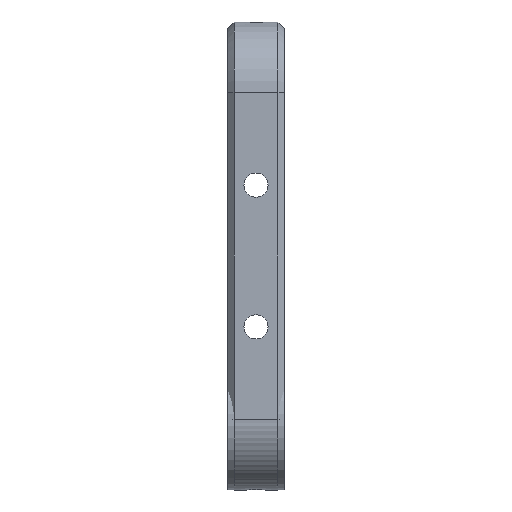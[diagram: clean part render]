
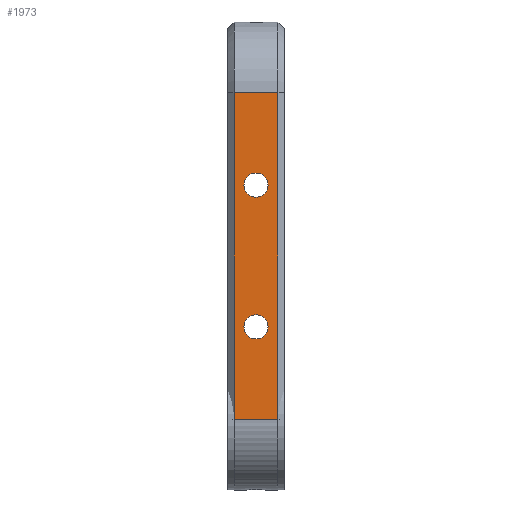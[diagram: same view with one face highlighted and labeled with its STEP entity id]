
A CAD part, front view. The second image highlights one B-rep face of the part: STEP entity #1973.
In plain terms, the highlighted face is planar.
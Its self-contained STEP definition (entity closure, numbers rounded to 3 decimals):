
#410 = CYLINDRICAL_SURFACE('',#411,10.);
#411 = AXIS2_PLACEMENT_3D('',#412,#413,#414);
#412 = CARTESIAN_POINT('',(52.5,-97.5,-35.));
#413 = DIRECTION('',(1.,0.,0.));
#414 = DIRECTION('',(0.,0.,-1.));
#732 = VERTEX_POINT('',#733);
#733 = CARTESIAN_POINT('',(59.6,-107.5,-35.));
#746 = PLANE('',#747);
#747 = AXIS2_PLACEMENT_3D('',#748,#749,#750);
#748 = CARTESIAN_POINT('',(60.05,-107.05,-35.));
#749 = DIRECTION('',(-0.707,0.707,0.)
  );
#750 = DIRECTION('',(0.,0.,-1.));
#807 = VERTEX_POINT('',#808);
#808 = CARTESIAN_POINT('',(59.6,-107.5,11.));
#832 = EDGE_CURVE('',#732,#807,#833,.T.);
#833 = SURFACE_CURVE('',#834,(#838,#845),.PCURVE_S1.);
#834 = LINE('',#835,#836);
#835 = CARTESIAN_POINT('',(59.6,-107.5,-35.));
#836 = VECTOR('',#837,1.);
#837 = DIRECTION('',(0.,0.,1.));
#838 = PCURVE('',#746,#839);
#839 = DEFINITIONAL_REPRESENTATION('',(#840),#844);
#840 = LINE('',#841,#842);
#841 = CARTESIAN_POINT('',(-0.,0.636));
#842 = VECTOR('',#843,1.);
#843 = DIRECTION('',(-1.,0.));
#844 = ( GEOMETRIC_REPRESENTATION_CONTEXT(2) 
PARAMETRIC_REPRESENTATION_CONTEXT() REPRESENTATION_CONTEXT('2D SPACE',''
  ) );
#845 = PCURVE('',#846,#851);
#846 = PLANE('',#847);
#847 = AXIS2_PLACEMENT_3D('',#848,#849,#850);
#848 = CARTESIAN_POINT('',(52.5,-107.5,-35.));
#849 = DIRECTION('',(0.,1.,0.));
#850 = DIRECTION('',(0.,0.,1.));
#851 = DEFINITIONAL_REPRESENTATION('',(#852),#856);
#852 = LINE('',#853,#854);
#853 = CARTESIAN_POINT('',(0.,7.1));
#854 = VECTOR('',#855,1.);
#855 = DIRECTION('',(1.,0.));
#856 = ( GEOMETRIC_REPRESENTATION_CONTEXT(2) 
PARAMETRIC_REPRESENTATION_CONTEXT() REPRESENTATION_CONTEXT('2D SPACE',''
  ) );
#937 = CYLINDRICAL_SURFACE('',#938,10.);
#938 = AXIS2_PLACEMENT_3D('',#939,#940,#941);
#939 = CARTESIAN_POINT('',(52.5,-97.5,11.));
#940 = DIRECTION('',(1.,0.,0.));
#941 = DIRECTION('',(0.,0.,-1.));
#1719 = CYLINDRICAL_SURFACE('',#1720,1.7);
#1720 = AXIS2_PLACEMENT_3D('',#1721,#1722,#1723);
#1721 = CARTESIAN_POINT('',(56.5,-101.5,-22.));
#1722 = DIRECTION('',(0.,-1.,0.));
#1723 = DIRECTION('',(1.,0.,0.));
#1754 = CYLINDRICAL_SURFACE('',#1755,1.7);
#1755 = AXIS2_PLACEMENT_3D('',#1756,#1757,#1758);
#1756 = CARTESIAN_POINT('',(56.5,-101.5,-2.));
#1757 = DIRECTION('',(0.,-1.,0.));
#1758 = DIRECTION('',(1.,0.,0.));
#1893 = EDGE_CURVE('',#1894,#732,#1896,.T.);
#1894 = VERTEX_POINT('',#1895);
#1895 = CARTESIAN_POINT('',(53.4,-107.5,-35.));
#1896 = SURFACE_CURVE('',#1897,(#1901,#1908),.PCURVE_S1.);
#1897 = LINE('',#1898,#1899);
#1898 = CARTESIAN_POINT('',(52.5,-107.5,-35.));
#1899 = VECTOR('',#1900,1.);
#1900 = DIRECTION('',(1.,0.,0.));
#1901 = PCURVE('',#410,#1902);
#1902 = DEFINITIONAL_REPRESENTATION('',(#1903),#1907);
#1903 = LINE('',#1904,#1905);
#1904 = CARTESIAN_POINT('',(-1.571,0.));
#1905 = VECTOR('',#1906,1.);
#1906 = DIRECTION('',(0.,1.));
#1907 = ( GEOMETRIC_REPRESENTATION_CONTEXT(2) 
PARAMETRIC_REPRESENTATION_CONTEXT() REPRESENTATION_CONTEXT('2D SPACE',''
  ) );
#1908 = PCURVE('',#846,#1909);
#1909 = DEFINITIONAL_REPRESENTATION('',(#1910),#1914);
#1910 = LINE('',#1911,#1912);
#1911 = CARTESIAN_POINT('',(0.,0.));
#1912 = VECTOR('',#1913,1.);
#1913 = DIRECTION('',(0.,1.));
#1914 = ( GEOMETRIC_REPRESENTATION_CONTEXT(2) 
PARAMETRIC_REPRESENTATION_CONTEXT() REPRESENTATION_CONTEXT('2D SPACE',''
  ) );
#1973 = ADVANCED_FACE('',(#1974,#2027,#2057),#846,.F.);
#1974 = FACE_BOUND('',#1975,.F.);
#1975 = EDGE_LOOP('',(#1976,#1977,#2005,#2026));
#1976 = ORIENTED_EDGE('',*,*,#1893,.F.);
#1977 = ORIENTED_EDGE('',*,*,#1978,.T.);
#1978 = EDGE_CURVE('',#1894,#1979,#1981,.T.);
#1979 = VERTEX_POINT('',#1980);
#1980 = CARTESIAN_POINT('',(53.4,-107.5,11.));
#1981 = SURFACE_CURVE('',#1982,(#1986,#1993),.PCURVE_S1.);
#1982 = LINE('',#1983,#1984);
#1983 = CARTESIAN_POINT('',(53.4,-107.5,-35.));
#1984 = VECTOR('',#1985,1.);
#1985 = DIRECTION('',(0.,0.,1.));
#1986 = PCURVE('',#846,#1987);
#1987 = DEFINITIONAL_REPRESENTATION('',(#1988),#1992);
#1988 = LINE('',#1989,#1990);
#1989 = CARTESIAN_POINT('',(0.,0.9));
#1990 = VECTOR('',#1991,1.);
#1991 = DIRECTION('',(1.,0.));
#1992 = ( GEOMETRIC_REPRESENTATION_CONTEXT(2) 
PARAMETRIC_REPRESENTATION_CONTEXT() REPRESENTATION_CONTEXT('2D SPACE',''
  ) );
#1993 = PCURVE('',#1994,#1999);
#1994 = PLANE('',#1995);
#1995 = AXIS2_PLACEMENT_3D('',#1996,#1997,#1998);
#1996 = CARTESIAN_POINT('',(52.95,-107.05,-35.));
#1997 = DIRECTION('',(0.707,0.707,0.)
  );
#1998 = DIRECTION('',(0.,0.,1.));
#1999 = DEFINITIONAL_REPRESENTATION('',(#2000),#2004);
#2000 = LINE('',#2001,#2002);
#2001 = CARTESIAN_POINT('',(0.,0.636));
#2002 = VECTOR('',#2003,1.);
#2003 = DIRECTION('',(1.,0.));
#2004 = ( GEOMETRIC_REPRESENTATION_CONTEXT(2) 
PARAMETRIC_REPRESENTATION_CONTEXT() REPRESENTATION_CONTEXT('2D SPACE',''
  ) );
#2005 = ORIENTED_EDGE('',*,*,#2006,.T.);
#2006 = EDGE_CURVE('',#1979,#807,#2007,.T.);
#2007 = SURFACE_CURVE('',#2008,(#2012,#2019),.PCURVE_S1.);
#2008 = LINE('',#2009,#2010);
#2009 = CARTESIAN_POINT('',(52.5,-107.5,11.));
#2010 = VECTOR('',#2011,1.);
#2011 = DIRECTION('',(1.,0.,0.));
#2012 = PCURVE('',#846,#2013);
#2013 = DEFINITIONAL_REPRESENTATION('',(#2014),#2018);
#2014 = LINE('',#2015,#2016);
#2015 = CARTESIAN_POINT('',(46.,0.));
#2016 = VECTOR('',#2017,1.);
#2017 = DIRECTION('',(0.,1.));
#2018 = ( GEOMETRIC_REPRESENTATION_CONTEXT(2) 
PARAMETRIC_REPRESENTATION_CONTEXT() REPRESENTATION_CONTEXT('2D SPACE',''
  ) );
#2019 = PCURVE('',#937,#2020);
#2020 = DEFINITIONAL_REPRESENTATION('',(#2021),#2025);
#2021 = LINE('',#2022,#2023);
#2022 = CARTESIAN_POINT('',(4.712,0.));
#2023 = VECTOR('',#2024,1.);
#2024 = DIRECTION('',(0.,1.));
#2025 = ( GEOMETRIC_REPRESENTATION_CONTEXT(2) 
PARAMETRIC_REPRESENTATION_CONTEXT() REPRESENTATION_CONTEXT('2D SPACE',''
  ) );
#2026 = ORIENTED_EDGE('',*,*,#832,.F.);
#2027 = FACE_BOUND('',#2028,.F.);
#2028 = EDGE_LOOP('',(#2029));
#2029 = ORIENTED_EDGE('',*,*,#2030,.T.);
#2030 = EDGE_CURVE('',#2031,#2031,#2033,.T.);
#2031 = VERTEX_POINT('',#2032);
#2032 = CARTESIAN_POINT('',(58.2,-107.5,-22.));
#2033 = SURFACE_CURVE('',#2034,(#2039,#2050),.PCURVE_S1.);
#2034 = CIRCLE('',#2035,1.7);
#2035 = AXIS2_PLACEMENT_3D('',#2036,#2037,#2038);
#2036 = CARTESIAN_POINT('',(56.5,-107.5,-22.));
#2037 = DIRECTION('',(0.,-1.,0.));
#2038 = DIRECTION('',(1.,0.,0.));
#2039 = PCURVE('',#846,#2040);
#2040 = DEFINITIONAL_REPRESENTATION('',(#2041),#2049);
#2041 = ( BOUNDED_CURVE() B_SPLINE_CURVE(2,(#2042,#2043,#2044,#2045,
#2046,#2047,#2048),.UNSPECIFIED.,.T.,.F.) B_SPLINE_CURVE_WITH_KNOTS((1,2
    ,2,2,2,1),(-2.094,0.,2.094,4.189,
6.283,8.378),.UNSPECIFIED.) CURVE() 
GEOMETRIC_REPRESENTATION_ITEM() RATIONAL_B_SPLINE_CURVE((1.,0.5,1.,0.5,
1.,0.5,1.)) REPRESENTATION_ITEM('') );
#2042 = CARTESIAN_POINT('',(13.,5.7));
#2043 = CARTESIAN_POINT('',(15.944,5.7));
#2044 = CARTESIAN_POINT('',(14.472,3.15));
#2045 = CARTESIAN_POINT('',(13.,0.6));
#2046 = CARTESIAN_POINT('',(11.528,3.15));
#2047 = CARTESIAN_POINT('',(10.056,5.7));
#2048 = CARTESIAN_POINT('',(13.,5.7));
#2049 = ( GEOMETRIC_REPRESENTATION_CONTEXT(2) 
PARAMETRIC_REPRESENTATION_CONTEXT() REPRESENTATION_CONTEXT('2D SPACE',''
  ) );
#2050 = PCURVE('',#1719,#2051);
#2051 = DEFINITIONAL_REPRESENTATION('',(#2052),#2056);
#2052 = LINE('',#2053,#2054);
#2053 = CARTESIAN_POINT('',(0.,6.));
#2054 = VECTOR('',#2055,1.);
#2055 = DIRECTION('',(1.,0.));
#2056 = ( GEOMETRIC_REPRESENTATION_CONTEXT(2) 
PARAMETRIC_REPRESENTATION_CONTEXT() REPRESENTATION_CONTEXT('2D SPACE',''
  ) );
#2057 = FACE_BOUND('',#2058,.F.);
#2058 = EDGE_LOOP('',(#2059));
#2059 = ORIENTED_EDGE('',*,*,#2060,.T.);
#2060 = EDGE_CURVE('',#2061,#2061,#2063,.T.);
#2061 = VERTEX_POINT('',#2062);
#2062 = CARTESIAN_POINT('',(58.2,-107.5,-2.));
#2063 = SURFACE_CURVE('',#2064,(#2069,#2080),.PCURVE_S1.);
#2064 = CIRCLE('',#2065,1.7);
#2065 = AXIS2_PLACEMENT_3D('',#2066,#2067,#2068);
#2066 = CARTESIAN_POINT('',(56.5,-107.5,-2.));
#2067 = DIRECTION('',(0.,-1.,0.));
#2068 = DIRECTION('',(1.,0.,0.));
#2069 = PCURVE('',#846,#2070);
#2070 = DEFINITIONAL_REPRESENTATION('',(#2071),#2079);
#2071 = ( BOUNDED_CURVE() B_SPLINE_CURVE(2,(#2072,#2073,#2074,#2075,
#2076,#2077,#2078),.UNSPECIFIED.,.T.,.F.) B_SPLINE_CURVE_WITH_KNOTS((1,2
    ,2,2,2,1),(-2.094,0.,2.094,4.189,
6.283,8.378),.UNSPECIFIED.) CURVE() 
GEOMETRIC_REPRESENTATION_ITEM() RATIONAL_B_SPLINE_CURVE((1.,0.5,1.,0.5,
1.,0.5,1.)) REPRESENTATION_ITEM('') );
#2072 = CARTESIAN_POINT('',(33.,5.7));
#2073 = CARTESIAN_POINT('',(35.944,5.7));
#2074 = CARTESIAN_POINT('',(34.472,3.15));
#2075 = CARTESIAN_POINT('',(33.,0.6));
#2076 = CARTESIAN_POINT('',(31.528,3.15));
#2077 = CARTESIAN_POINT('',(30.056,5.7));
#2078 = CARTESIAN_POINT('',(33.,5.7));
#2079 = ( GEOMETRIC_REPRESENTATION_CONTEXT(2) 
PARAMETRIC_REPRESENTATION_CONTEXT() REPRESENTATION_CONTEXT('2D SPACE',''
  ) );
#2080 = PCURVE('',#1754,#2081);
#2081 = DEFINITIONAL_REPRESENTATION('',(#2082),#2086);
#2082 = LINE('',#2083,#2084);
#2083 = CARTESIAN_POINT('',(0.,6.));
#2084 = VECTOR('',#2085,1.);
#2085 = DIRECTION('',(1.,0.));
#2086 = ( GEOMETRIC_REPRESENTATION_CONTEXT(2) 
PARAMETRIC_REPRESENTATION_CONTEXT() REPRESENTATION_CONTEXT('2D SPACE',''
  ) );
